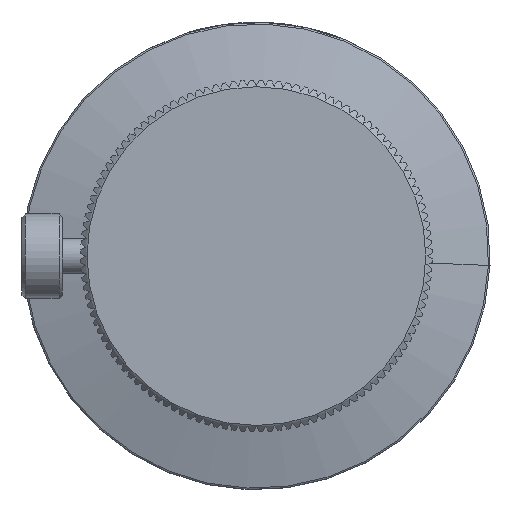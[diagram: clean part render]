
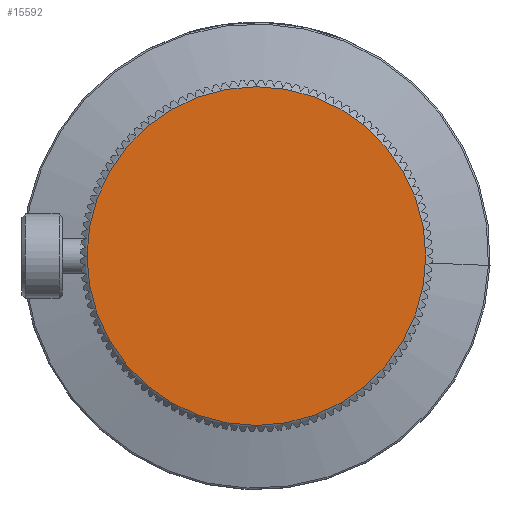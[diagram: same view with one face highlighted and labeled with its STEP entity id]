
A CAD part, left-side view. The second image highlights one B-rep face of the part: STEP entity #15592.
In plain terms, the highlighted planar face has unit normal (-1, 0, 0).
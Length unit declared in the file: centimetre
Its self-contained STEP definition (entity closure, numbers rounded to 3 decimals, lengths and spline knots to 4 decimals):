
#4791=VERTEX_POINT('',#47341);
#5111=CIRCLE('',#48402,1.9876);
#7517=EDGE_CURVE('',#4791,#4791,#5111,.T.);
#12663=ORIENTED_EDGE('',*,*,#7517,.F.);
#13698=EDGE_LOOP('',(#12663));
#14671=FACE_BOUND('',#13698,.T.);
#15592=ADVANCED_FACE('',(#14671),#16107,.F.);
#16107=PLANE('',#48411);
#18327=DIRECTION('',(1.,0.,0.));
#18328=DIRECTION('',(0.,0.,1.988));
#18343=DIRECTION('',(1.,0.,0.));
#47340=CARTESIAN_POINT('',(-10.4301,0.,0.));
#47341=CARTESIAN_POINT('',(-10.4301,0.,-1.9876));
#47352=CARTESIAN_POINT('',(-10.4301,0.,0.));
#48402=AXIS2_PLACEMENT_3D('',#47340,#18327,#18328);
#48411=AXIS2_PLACEMENT_3D('',#47352,#18343,$);
